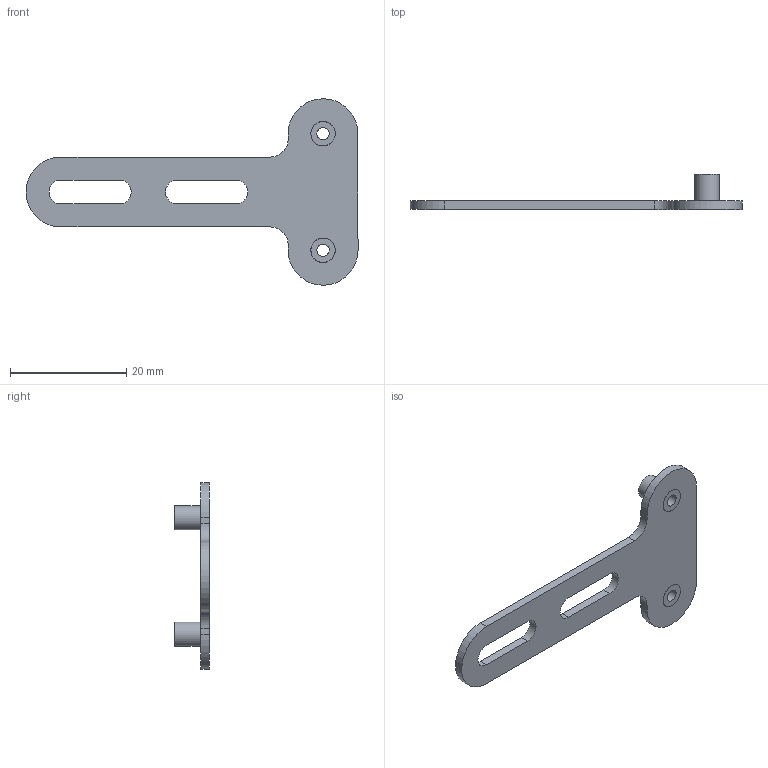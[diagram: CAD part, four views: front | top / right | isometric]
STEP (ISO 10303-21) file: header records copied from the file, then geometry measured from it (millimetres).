
FILE_DESCRIPTION(/* description */ (''),/* implementation_level */ '2;1');
FILE_NAME(/* name */ '190711_HV_bracket_mid_v3.stp',/* time_stamp */ '2019-07-17T13:09:20+02:00',/* author */ (''),/* organization */ (''),/* preprocessor_version */ 'ST-DEVELOPER v16.7',/* originating_system */ 'SIEMENS PLM Software NX 12.0',/* authorisation */ '');
FILE_SCHEMA (('AUTOMOTIVE_DESIGN { 1 0 10303 214 3 1 1 1 }'));
Length unit declared in the file: millimetre
Products named in the file (1): bmas23D4C2D8s0qd
Bounding box: 57 x 6 x 32 mm (x, y, z)
Volume: 1242 mm3; surface area: 2147.4 mm2
Topology: 3 solids, 3 shells, 30 faces, 74 edges, 50 vertices
Faces by surface type: plane 15, cylinder 15
Full cylindrical faces by diameter (mm): 2.1 x2, 4.19 x2, 4.2 x2
Entity records: 923 total; most frequent: DIRECTION 158, CARTESIAN_POINT 145, ORIENTED_EDGE 132, EDGE_CURVE 66, AXIS2_PLACEMENT_3D 61, EDGE_LOOP 48, VERTEX_POINT 48, LINE 36
